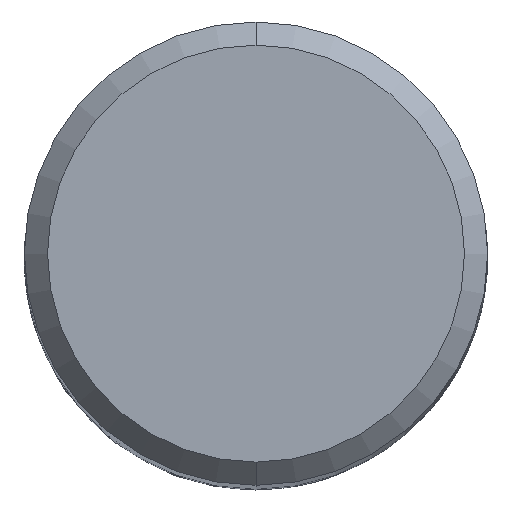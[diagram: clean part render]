
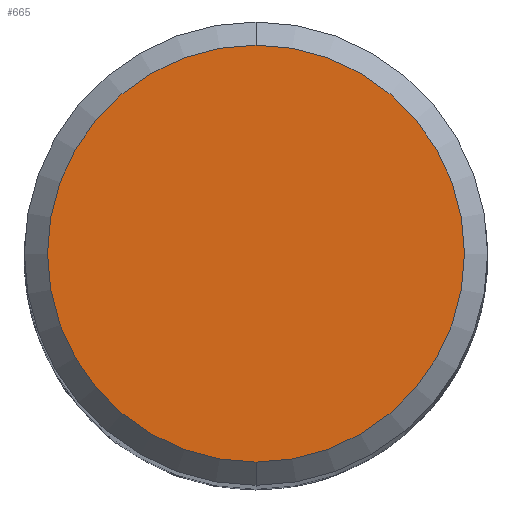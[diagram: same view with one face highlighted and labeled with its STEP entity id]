
A CAD part, top view. The second image highlights one B-rep face of the part: STEP entity #665.
In plain terms, the highlighted planar face has unit normal (0, 0, 1).
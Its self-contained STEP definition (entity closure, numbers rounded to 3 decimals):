
#475=EDGE_CURVE('',#569,#633,#1158,.T.);
#569=VERTEX_POINT('',#1260);
#613=EDGE_CURVE('',#633,#569,#1308,.T.);
#633=VERTEX_POINT('',#1332);
#665=ADVANCED_FACE('',(#1366),#1367,.T.);
#1158=CIRCLE('',#2503,4.5);
#1260=CARTESIAN_POINT('',(0.0,4.5,0.0));
#1308=CIRCLE('',#2843,4.5);
#1332=CARTESIAN_POINT('',(0.,-4.5,0.0));
#1366=FACE_OUTER_BOUND('',#3153,.T.);
#1367=PLANE('',#3154);
#2503=AXIS2_PLACEMENT_3D('',#5549,#5550,#5551);
#2843=AXIS2_PLACEMENT_3D('',#5716,#5717,#5718);
#3153=EDGE_LOOP('',(#5800,#5801));
#3154=AXIS2_PLACEMENT_3D('',#5802,#5803,#5804);
#5549=CARTESIAN_POINT('',(0.0,0.0,0.0));
#5550=DIRECTION('',(0.0,0.0,-1.0));
#5551=DIRECTION('',(0.0,1.0,0.0));
#5716=CARTESIAN_POINT('',(0.0,0.0,0.0));
#5717=DIRECTION('',(0.0,0.0,-1.0));
#5718=DIRECTION('',(0.0,1.0,0.0));
#5800=ORIENTED_EDGE('',*,*,#475,.F.);
#5801=ORIENTED_EDGE('',*,*,#613,.F.);
#5802=CARTESIAN_POINT('',(0.0,2.25,0.0));
#5803=DIRECTION('',(-0.0,0.0,1.0));
#5804=DIRECTION('',(0.0,-1.0,0.0));
